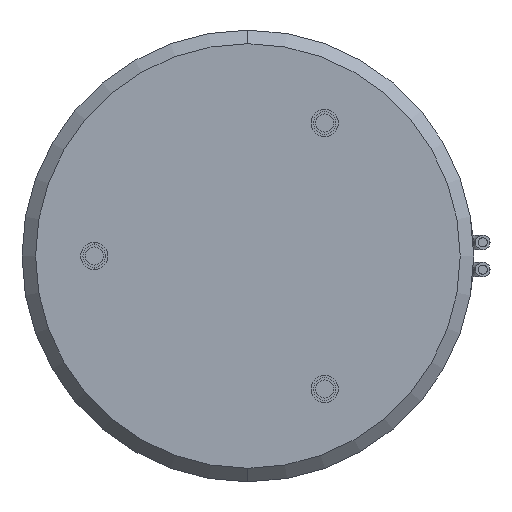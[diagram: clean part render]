
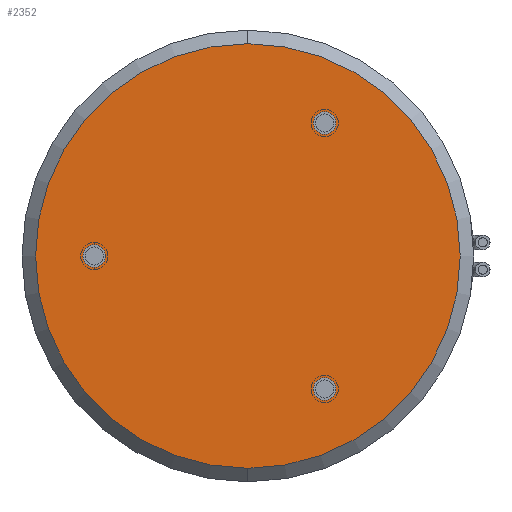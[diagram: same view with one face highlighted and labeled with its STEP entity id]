
A CAD part, left-side view. The second image highlights one B-rep face of the part: STEP entity #2352.
In plain terms, the highlighted planar face has unit normal (-1, 0, 0).
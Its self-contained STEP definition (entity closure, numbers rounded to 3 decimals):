
#11 = CARTESIAN_POINT ( 'NONE',  ( 0., -7.417, -15.347 ) ) ;
#13 = CARTESIAN_POINT ( 'NONE',  ( 0., -9.583, -14.097 ) ) ;
#17 = CARTESIAN_POINT ( 'NONE',  ( 0., 17., -1.25 ) ) ;
#55 = CARTESIAN_POINT ( 'NONE',  ( 0., 0., -23.5 ) ) ;
#78 = CARTESIAN_POINT ( 'NONE',  ( 0., -7.417, 15.347 ) ) ;
#100 = CARTESIAN_POINT ( 'NONE',  ( 0., 17., 1.25 ) ) ;
#101 = CARTESIAN_POINT ( 'NONE',  ( 0., 0., 23.5 ) ) ;
#112 = CARTESIAN_POINT ( 'NONE',  ( 0., -9.583, 14.097 ) ) ;
#324 = EDGE_LOOP ( 'NONE', ( #599, #597 ) ) ;
#466 = EDGE_LOOP ( 'NONE', ( #624, #622 ) ) ;
#480 = EDGE_LOOP ( 'NONE', ( #598, #625 ) ) ;
#485 = EDGE_LOOP ( 'NONE', ( #600, #595 ) ) ;
#595 = ORIENTED_EDGE ( 'NONE', *, *, #2001, .T. ) ;
#597 = ORIENTED_EDGE ( 'NONE', *, *, #2249, .T. ) ;
#598 = ORIENTED_EDGE ( 'NONE', *, *, #1760, .T. ) ;
#599 = ORIENTED_EDGE ( 'NONE', *, *, #1722, .T. ) ;
#600 = ORIENTED_EDGE ( 'NONE', *, *, #1870, .T. ) ;
#622 = ORIENTED_EDGE ( 'NONE', *, *, #2257, .T. ) ;
#624 = ORIENTED_EDGE ( 'NONE', *, *, #1699, .T. ) ;
#625 = ORIENTED_EDGE ( 'NONE', *, *, #1772, .T. ) ;
#1699 = EDGE_CURVE ( 'NONE', #4419, #4421, #3860, .T. ) ;
#1722 = EDGE_CURVE ( 'NONE', #4207, #4380, #3673, .T. ) ;
#1760 = EDGE_CURVE ( 'NONE', #4415, #4414, #3743, .T. ) ;
#1772 = EDGE_CURVE ( 'NONE', #4414, #4415, #3720, .T. ) ;
#1870 = EDGE_CURVE ( 'NONE', #4371, #4302, #3637, .T. ) ;
#2001 = EDGE_CURVE ( 'NONE', #4302, #4371, #4697, .T. ) ;
#2249 = EDGE_CURVE ( 'NONE', #4380, #4207, #3248, .T. ) ;
#2257 = EDGE_CURVE ( 'NONE', #4421, #4419, #3246, .T. ) ;
#2352 = ADVANCED_FACE ( 'NONE', ( #2729, #2730, #2731, #2732 ), #5089, .F. ) ;
#2729 = FACE_OUTER_BOUND ( 'NONE', #324, .T. ) ;
#2730 = FACE_BOUND ( 'NONE', #485, .T. ) ;
#2731 = FACE_BOUND ( 'NONE', #480, .T. ) ;
#2732 = FACE_BOUND ( 'NONE', #466, .T. ) ;
#3001 = DIRECTION ( 'NONE',  ( 1., 0., 0. ) ) ;
#3018 = DIRECTION ( 'NONE',  ( 0., 0.866, 0.5 ) ) ;
#3098 = CARTESIAN_POINT ( 'NONE',  ( 0., -8.5, 14.722 ) ) ;
#3246 = CIRCLE ( 'NONE', #3262, 1.25 ) ;
#3248 = CIRCLE ( 'NONE', #3250, 23.5 ) ;
#3250 = AXIS2_PLACEMENT_3D ( 'NONE', #5568, #5567, #5566 ) ;
#3262 = AXIS2_PLACEMENT_3D ( 'NONE', #5538, #5537, #5536 ) ;
#3364 = AXIS2_PLACEMENT_3D ( 'NONE', #5083, #5081, #5078 ) ;
#3624 = AXIS2_PLACEMENT_3D ( 'NONE', #6738, #6623, #6733 ) ;
#3637 = CIRCLE ( 'NONE', #3624, 1.25 ) ;
#3670 = AXIS2_PLACEMENT_3D ( 'NONE', #6620, #6638, #6478 ) ;
#3673 = CIRCLE ( 'NONE', #3670, 23.5 ) ;
#3718 = AXIS2_PLACEMENT_3D ( 'NONE', #6442, #6440, #6644 ) ;
#3720 = CIRCLE ( 'NONE', #3718, 1.25 ) ;
#3737 = AXIS2_PLACEMENT_3D ( 'NONE', #6526, #6523, #6517 ) ;
#3743 = CIRCLE ( 'NONE', #3737, 1.25 ) ;
#3860 = CIRCLE ( 'NONE', #3861, 1.25 ) ;
#3861 = AXIS2_PLACEMENT_3D ( 'NONE', #6782, #6870, #6880 ) ;
#4207 = VERTEX_POINT ( 'NONE', #55 ) ;
#4302 = VERTEX_POINT ( 'NONE', #112 ) ;
#4371 = VERTEX_POINT ( 'NONE', #78 ) ;
#4380 = VERTEX_POINT ( 'NONE', #101 ) ;
#4414 = VERTEX_POINT ( 'NONE', #11 ) ;
#4415 = VERTEX_POINT ( 'NONE', #13 ) ;
#4419 = VERTEX_POINT ( 'NONE', #17 ) ;
#4421 = VERTEX_POINT ( 'NONE', #100 ) ;
#4697 = CIRCLE ( 'NONE', #4797, 1.25 ) ;
#4797 = AXIS2_PLACEMENT_3D ( 'NONE', #3098, #3001, #3018 ) ;
#5078 = DIRECTION ( 'NONE',  ( 0., 0., -1. ) ) ;
#5081 = DIRECTION ( 'NONE',  ( 1., 0., 0. ) ) ;
#5083 = CARTESIAN_POINT ( 'NONE',  ( 0., 0., 0. ) ) ;
#5089 = PLANE ( 'NONE',  #3364 ) ;
#5536 = DIRECTION ( 'NONE',  ( 0., 0., -1. ) ) ;
#5537 = DIRECTION ( 'NONE',  ( 1., 0., 0. ) ) ;
#5538 = CARTESIAN_POINT ( 'NONE',  ( 0., 17., 0. ) ) ;
#5566 = DIRECTION ( 'NONE',  ( 0., 0., -1. ) ) ;
#5567 = DIRECTION ( 'NONE',  ( -1., 0., 0. ) ) ;
#5568 = CARTESIAN_POINT ( 'NONE',  ( 0., 0., 0. ) ) ;
#6440 = DIRECTION ( 'NONE',  ( 1., 0., 0. ) ) ;
#6442 = CARTESIAN_POINT ( 'NONE',  ( 0., -8.5, -14.722 ) ) ;
#6478 = DIRECTION ( 'NONE',  ( 0., 0., -1. ) ) ;
#6517 = DIRECTION ( 'NONE',  ( 0., -0.866, 0.5 ) ) ;
#6523 = DIRECTION ( 'NONE',  ( 1., 0., 0. ) ) ;
#6526 = CARTESIAN_POINT ( 'NONE',  ( 0., -8.5, -14.722 ) ) ;
#6620 = CARTESIAN_POINT ( 'NONE',  ( 0., 0., 0. ) ) ;
#6623 = DIRECTION ( 'NONE',  ( 1., 0., 0. ) ) ;
#6638 = DIRECTION ( 'NONE',  ( -1., 0., 0. ) ) ;
#6644 = DIRECTION ( 'NONE',  ( 0., -0.866, 0.5 ) ) ;
#6733 = DIRECTION ( 'NONE',  ( 0., 0.866, 0.5 ) ) ;
#6738 = CARTESIAN_POINT ( 'NONE',  ( 0., -8.5, 14.722 ) ) ;
#6782 = CARTESIAN_POINT ( 'NONE',  ( 0., 17., 0. ) ) ;
#6870 = DIRECTION ( 'NONE',  ( 1., 0., 0. ) ) ;
#6880 = DIRECTION ( 'NONE',  ( 0., 0., -1. ) ) ;
